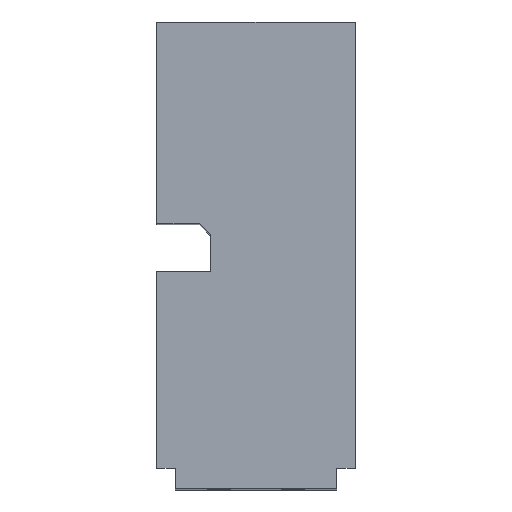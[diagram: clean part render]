
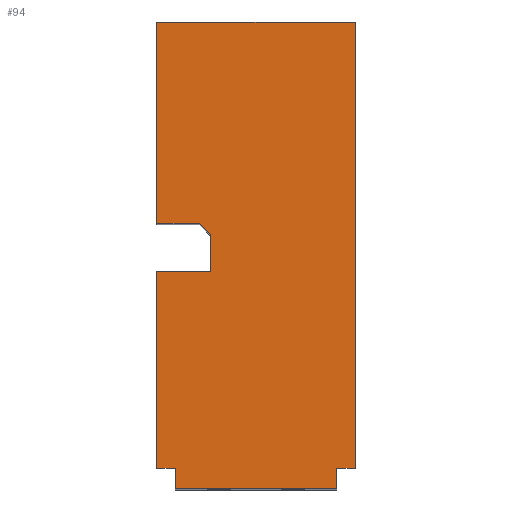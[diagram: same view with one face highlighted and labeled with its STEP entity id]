
A CAD part, top view. The second image highlights one B-rep face of the part: STEP entity #94.
In plain terms, the highlighted planar face has unit normal (0, 0, 1).
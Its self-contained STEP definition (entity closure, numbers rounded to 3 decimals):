
#94=ADVANCED_FACE('',(#630),#363,.T.);
#363=PLANE('',#5068);
#630=FACE_OUTER_BOUND('',#939,.T.);
#939=EDGE_LOOP('',(#1474,#1475,#1476,#1477,#1478,#1479,#1480,#1481,#1482,
#1483,#1484,#1485,#1486));
#1474=ORIENTED_EDGE('',*,*,#3023,.T.);
#1475=ORIENTED_EDGE('',*,*,#3271,.T.);
#1476=ORIENTED_EDGE('',*,*,#3167,.T.);
#1477=ORIENTED_EDGE('',*,*,#3155,.F.);
#1478=ORIENTED_EDGE('',*,*,#3031,.T.);
#1479=ORIENTED_EDGE('',*,*,#3272,.F.);
#1480=ORIENTED_EDGE('',*,*,#3273,.F.);
#1481=ORIENTED_EDGE('',*,*,#3274,.F.);
#1482=ORIENTED_EDGE('',*,*,#3275,.F.);
#1483=ORIENTED_EDGE('',*,*,#3158,.T.);
#1484=ORIENTED_EDGE('',*,*,#3276,.T.);
#1485=ORIENTED_EDGE('',*,*,#3014,.F.);
#1486=ORIENTED_EDGE('',*,*,#3177,.F.);
#2560=VERTEX_POINT('',#6550);
#2561=VERTEX_POINT('',#6551);
#2569=VERTEX_POINT('',#6568);
#2570=VERTEX_POINT('',#6570);
#2576=VERTEX_POINT('',#6586);
#2577=VERTEX_POINT('',#6587);
#2700=VERTEX_POINT('',#6835);
#2702=VERTEX_POINT('',#6841);
#2703=VERTEX_POINT('',#6842);
#2711=VERTEX_POINT('',#6860);
#2806=VERTEX_POINT('',#7064);
#2807=VERTEX_POINT('',#7066);
#2808=VERTEX_POINT('',#7068);
#3014=EDGE_CURVE('',#2560,#2561,#3695,.T.);
#3023=EDGE_CURVE('',#2570,#2569,#3704,.T.);
#3031=EDGE_CURVE('',#2576,#2577,#3712,.T.);
#3155=EDGE_CURVE('',#2576,#2700,#3836,.T.);
#3158=EDGE_CURVE('',#2702,#2703,#3839,.T.);
#3167=EDGE_CURVE('',#2711,#2700,#3848,.T.);
#3177=EDGE_CURVE('',#2570,#2560,#3858,.T.);
#3271=EDGE_CURVE('',#2569,#2711,#3952,.T.);
#3272=EDGE_CURVE('',#2806,#2577,#3953,.T.);
#3273=EDGE_CURVE('',#2807,#2806,#3954,.T.);
#3274=EDGE_CURVE('',#2808,#2807,#3955,.T.);
#3275=EDGE_CURVE('',#2702,#2808,#3956,.T.);
#3276=EDGE_CURVE('',#2703,#2561,#3957,.T.);
#3695=LINE('',#6549,#4376);
#3704=LINE('',#6569,#4385);
#3712=LINE('',#6585,#4393);
#3836=LINE('',#6834,#4517);
#3839=LINE('',#6840,#4520);
#3848=LINE('',#6859,#4529);
#3858=LINE('',#6877,#4539);
#3952=LINE('',#7062,#4633);
#3953=LINE('',#7063,#4634);
#3954=LINE('',#7065,#4635);
#3955=LINE('',#7067,#4636);
#3956=LINE('',#7069,#4637);
#3957=LINE('',#7070,#4638);
#4376=VECTOR('',#5329,1.);
#4385=VECTOR('',#5340,1.);
#4393=VECTOR('',#5352,1.);
#4517=VECTOR('',#5478,1.);
#4520=VECTOR('',#5483,1.);
#4529=VECTOR('',#5494,1.);
#4539=VECTOR('',#5506,1.);
#4633=VECTOR('',#5606,1.);
#4634=VECTOR('',#5607,1.);
#4635=VECTOR('',#5608,1.);
#4636=VECTOR('',#5609,1.);
#4637=VECTOR('',#5610,1.);
#4638=VECTOR('',#5611,1.);
#5068=AXIS2_PLACEMENT_3D('',#7071,#5612,#5613);
#5329=DIRECTION('',(0.,1.,0.));
#5340=DIRECTION('',(0.,1.,0.));
#5352=DIRECTION('',(0.,-1.,0.));
#5478=DIRECTION('',(1.,0.,0.));
#5483=DIRECTION('',(0.,-1.,0.));
#5494=DIRECTION('',(0.,1.,0.));
#5506=DIRECTION('',(-1.,0.,0.));
#5606=DIRECTION('',(1.,0.,0.));
#5607=DIRECTION('',(-1.,0.,0.));
#5608=DIRECTION('',(-0.707,0.707,0.));
#5609=DIRECTION('',(0.,1.,0.));
#5610=DIRECTION('',(1.,0.,0.));
#5611=DIRECTION('',(1.,0.,0.));
#5612=DIRECTION('',(0.,0.,1.));
#5613=DIRECTION('',(0.,1.,0.));
#6549=CARTESIAN_POINT('',(-2.77,0.5,13.05));
#6550=CARTESIAN_POINT('',(-2.77,0.,13.05));
#6551=CARTESIAN_POINT('',(-2.77,0.7,13.05));
#6568=CARTESIAN_POINT('',(2.77,0.7,13.05));
#6569=CARTESIAN_POINT('',(2.77,0.5,13.05));
#6570=CARTESIAN_POINT('',(2.77,0.,13.05));
#6585=CARTESIAN_POINT('',(-3.4,9.1,13.05));
#6586=CARTESIAN_POINT('',(-3.4,16.,13.05));
#6587=CARTESIAN_POINT('',(-3.4,9.1,13.05));
#6834=CARTESIAN_POINT('',(-3.4,16.,13.05));
#6835=CARTESIAN_POINT('',(3.4,16.,13.05));
#6840=CARTESIAN_POINT('',(-3.4,9.1,13.05));
#6841=CARTESIAN_POINT('',(-3.4,7.45,13.05));
#6842=CARTESIAN_POINT('',(-3.4,0.7,13.05));
#6859=CARTESIAN_POINT('',(3.4,1.2,13.05));
#6860=CARTESIAN_POINT('',(3.4,0.7,13.05));
#6877=CARTESIAN_POINT('',(-2.724,0.,13.05));
#7062=CARTESIAN_POINT('',(2.77,0.7,13.05));
#7063=CARTESIAN_POINT('',(-4.08,9.1,13.05));
#7064=CARTESIAN_POINT('',(-1.945,9.1,13.05));
#7065=CARTESIAN_POINT('',(-7.237,14.393,13.05));
#7066=CARTESIAN_POINT('',(-1.545,8.7,13.05));
#7067=CARTESIAN_POINT('',(-1.545,17.55,13.05));
#7068=CARTESIAN_POINT('',(-1.545,7.45,13.05));
#7069=CARTESIAN_POINT('',(-4.08,7.45,13.05));
#7070=CARTESIAN_POINT('',(-3.4,0.7,13.05));
#7071=CARTESIAN_POINT('',(-4.08,17.55,13.05));
